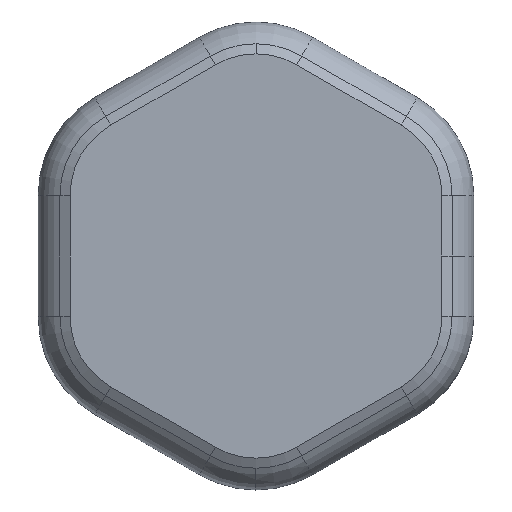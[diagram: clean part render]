
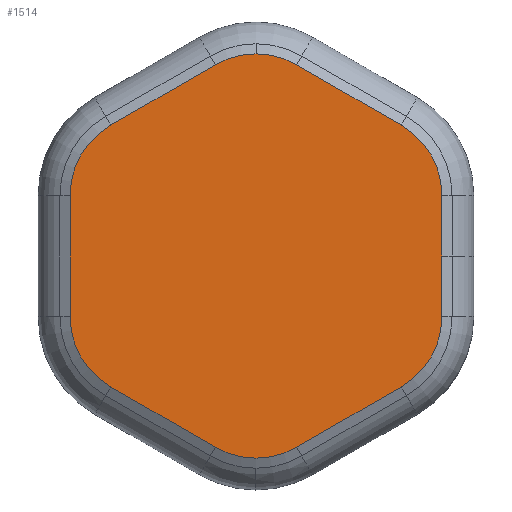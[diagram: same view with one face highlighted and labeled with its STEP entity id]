
A CAD part, front view. The second image highlights one B-rep face of the part: STEP entity #1514.
In plain terms, the highlighted planar face has unit normal (0, -1, 0).
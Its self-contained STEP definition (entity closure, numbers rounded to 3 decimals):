
#10 = CARTESIAN_POINT ( 'NONE',  ( 0., 0., 5.543 ) ) ;
#23 = ORIENTED_EDGE ( 'NONE', *, *, #365, .T. ) ;
#98 = LINE ( 'NONE', #1616, #1979 ) ;
#149 = DIRECTION ( 'NONE',  ( -0.866, 0., -0.5 ) ) ;
#150 = CARTESIAN_POINT ( 'NONE',  ( 1.868, 0., -8.778 ) ) ;
#169 = VECTOR ( 'NONE', #1888, 1000. ) ;
#179 = CARTESIAN_POINT ( 'NONE',  ( 0., 0., 5.543 ) ) ;
#203 = DIRECTION ( 'NONE',  ( 0.5, 0., 0.866 ) ) ;
#211 = LINE ( 'NONE', #880, #1484 ) ;
#225 = CIRCLE ( 'NONE', #1886, 3.736 ) ;
#236 = VERTEX_POINT ( 'NONE', #2572 ) ;
#237 = ORIENTED_EDGE ( 'NONE', *, *, #763, .T. ) ;
#238 = CARTESIAN_POINT ( 'NONE',  ( 0., 0., -5.543 ) ) ;
#262 = VECTOR ( 'NONE', #1724, 1000. ) ;
#264 = CARTESIAN_POINT ( 'NONE',  ( -6.668, 0., -6.007 ) ) ;
#269 = EDGE_CURVE ( 'NONE', #502, #1211, #1235, .T. ) ;
#277 = DIRECTION ( 'NONE',  ( -0.5, 0., -0.866 ) ) ;
#365 = EDGE_CURVE ( 'NONE', #236, #1311, #2340, .T. ) ;
#371 = EDGE_CURVE ( 'NONE', #1585, #2503, #425, .T. ) ;
#379 = LINE ( 'NONE', #795, #2339 ) ;
#394 = CIRCLE ( 'NONE', #525, 3.736 ) ;
#415 = DIRECTION ( 'NONE',  ( 0., -1., 0. ) ) ;
#425 = LINE ( 'NONE', #1313, #1098 ) ;
#427 = DIRECTION ( 'NONE',  ( 0., -1., 0. ) ) ;
#430 = CARTESIAN_POINT ( 'NONE',  ( 6.668, 0., 6.007 ) ) ;
#450 = AXIS2_PLACEMENT_3D ( 'NONE', #179, #1292, #203 ) ;
#502 = VERTEX_POINT ( 'NONE', #2088 ) ;
#525 = AXIS2_PLACEMENT_3D ( 'NONE', #238, #939, #277 ) ;
#541 = DIRECTION ( 'NONE',  ( 0., -1., 0. ) ) ;
#595 = CIRCLE ( 'NONE', #1065, 3.736 ) ;
#633 = DIRECTION ( 'NONE',  ( 0.866, 0., 0.5 ) ) ;
#644 = EDGE_CURVE ( 'NONE', #2503, #2141, #394, .T. ) ;
#654 = EDGE_LOOP ( 'NONE', ( #2588, #859, #1324, #1012, #1271, #23, #1534, #1718, #237, #861, #2028, #790, #2812, #1556 ) ) ;
#697 = CARTESIAN_POINT ( 'NONE',  ( -4.8, 0., -2.771 ) ) ;
#703 = FACE_OUTER_BOUND ( 'NONE', #654, .T. ) ;
#710 = DIRECTION ( 'NONE',  ( 1., 0., 0. ) ) ;
#726 = VERTEX_POINT ( 'NONE', #2669 ) ;
#763 = EDGE_CURVE ( 'NONE', #1221, #2783, #2702, .T. ) ;
#790 = ORIENTED_EDGE ( 'NONE', *, *, #644, .T. ) ;
#795 = CARTESIAN_POINT ( 'NONE',  ( -1.868, 0., 8.778 ) ) ;
#809 = CARTESIAN_POINT ( 'NONE',  ( 8.536, 0., 0. ) ) ;
#832 = CARTESIAN_POINT ( 'NONE',  ( -4.8, 0., 2.771 ) ) ;
#859 = ORIENTED_EDGE ( 'NONE', *, *, #2112, .T. ) ;
#861 = ORIENTED_EDGE ( 'NONE', *, *, #2216, .T. ) ;
#880 = CARTESIAN_POINT ( 'NONE',  ( 8.536, 0., -2.771 ) ) ;
#892 = DIRECTION ( 'NONE',  ( 0.5, 0., 0.866 ) ) ;
#904 = AXIS2_PLACEMENT_3D ( 'NONE', #832, #2819, #1089 ) ;
#939 = DIRECTION ( 'NONE',  ( 0., -1., 0. ) ) ;
#997 = CARTESIAN_POINT ( 'NONE',  ( -8.536, 0., 2.771 ) ) ;
#1009 = CIRCLE ( 'NONE', #450, 3.736 ) ;
#1012 = ORIENTED_EDGE ( 'NONE', *, *, #1941, .T. ) ;
#1047 = EDGE_CURVE ( 'NONE', #2581, #1221, #1739, .T. ) ;
#1056 = AXIS2_PLACEMENT_3D ( 'NONE', #1792, #415, #1100 ) ;
#1065 = AXIS2_PLACEMENT_3D ( 'NONE', #2066, #541, #710 ) ;
#1089 = DIRECTION ( 'NONE',  ( -0.5, 0., 0.866 ) ) ;
#1098 = VECTOR ( 'NONE', #1778, 1000. ) ;
#1099 = DIRECTION ( 'NONE',  ( 0., 0., 1. ) ) ;
#1100 = DIRECTION ( 'NONE',  ( 0.5, 0., -0.866 ) ) ;
#1127 = VERTEX_POINT ( 'NONE', #430 ) ;
#1147 = CARTESIAN_POINT ( 'NONE',  ( 7.8, 0., 0. ) ) ;
#1211 = VERTEX_POINT ( 'NONE', #2113 ) ;
#1221 = VERTEX_POINT ( 'NONE', #997 ) ;
#1235 = CIRCLE ( 'NONE', #1056, 3.736 ) ;
#1236 = EDGE_CURVE ( 'NONE', #1311, #2581, #379, .T. ) ;
#1252 = CARTESIAN_POINT ( 'NONE',  ( 1.868, 0., -8.778 ) ) ;
#1271 = ORIENTED_EDGE ( 'NONE', *, *, #2054, .T. ) ;
#1292 = DIRECTION ( 'NONE',  ( 0., -1., 0. ) ) ;
#1311 = VERTEX_POINT ( 'NONE', #2314 ) ;
#1313 = CARTESIAN_POINT ( 'NONE',  ( -6.668, 0., -6.007 ) ) ;
#1324 = ORIENTED_EDGE ( 'NONE', *, *, #2607, .T. ) ;
#1363 = CARTESIAN_POINT ( 'NONE',  ( -8.536, 0., -2.771 ) ) ;
#1369 = AXIS2_PLACEMENT_3D ( 'NONE', #1147, #2059, #1622 ) ;
#1431 = CARTESIAN_POINT ( 'NONE',  ( -6.668, 0., 6.007 ) ) ;
#1484 = VECTOR ( 'NONE', #1099, 1000. ) ;
#1514 = ADVANCED_FACE ( 'NONE', ( #703 ), #2047, .T. ) ;
#1534 = ORIENTED_EDGE ( 'NONE', *, *, #1236, .T. ) ;
#1556 = ORIENTED_EDGE ( 'NONE', *, *, #269, .T. ) ;
#1585 = VERTEX_POINT ( 'NONE', #264 ) ;
#1616 = CARTESIAN_POINT ( 'NONE',  ( 6.668, 0., 6.007 ) ) ;
#1621 = CARTESIAN_POINT ( 'NONE',  ( -8.536, 0., 2.771 ) ) ;
#1622 = DIRECTION ( 'NONE',  ( 1., 0., 0. ) ) ;
#1694 = CARTESIAN_POINT ( 'NONE',  ( 1.868, 0., 8.778 ) ) ;
#1713 = LINE ( 'NONE', #809, #262 ) ;
#1718 = ORIENTED_EDGE ( 'NONE', *, *, #1047, .T. ) ;
#1724 = DIRECTION ( 'NONE',  ( 0., 0., 1. ) ) ;
#1739 = CIRCLE ( 'NONE', #904, 3.736 ) ;
#1778 = DIRECTION ( 'NONE',  ( 0.866, 0., -0.5 ) ) ;
#1792 = CARTESIAN_POINT ( 'NONE',  ( 4.8, 0., -2.771 ) ) ;
#1886 = AXIS2_PLACEMENT_3D ( 'NONE', #697, #427, #2408 ) ;
#1888 = DIRECTION ( 'NONE',  ( 0., 0., -1. ) ) ;
#1941 = EDGE_CURVE ( 'NONE', #1127, #2104, #98, .T. ) ;
#1979 = VECTOR ( 'NONE', #2472, 1000. ) ;
#2028 = ORIENTED_EDGE ( 'NONE', *, *, #371, .T. ) ;
#2047 = PLANE ( 'NONE',  #1369 ) ;
#2054 = EDGE_CURVE ( 'NONE', #2104, #236, #1009, .T. ) ;
#2059 = DIRECTION ( 'NONE',  ( 0., -1., 0. ) ) ;
#2065 = EDGE_CURVE ( 'NONE', #2141, #502, #2600, .T. ) ;
#2066 = CARTESIAN_POINT ( 'NONE',  ( 4.8, 0., 2.771 ) ) ;
#2088 = CARTESIAN_POINT ( 'NONE',  ( 6.668, 0., -6.007 ) ) ;
#2101 = VERTEX_POINT ( 'NONE', #2146 ) ;
#2104 = VERTEX_POINT ( 'NONE', #1694 ) ;
#2112 = EDGE_CURVE ( 'NONE', #726, #2101, #1713, .T. ) ;
#2113 = CARTESIAN_POINT ( 'NONE',  ( 8.536, 0., -2.771 ) ) ;
#2141 = VERTEX_POINT ( 'NONE', #1252 ) ;
#2146 = CARTESIAN_POINT ( 'NONE',  ( 8.536, 0., 2.771 ) ) ;
#2216 = EDGE_CURVE ( 'NONE', #2783, #1585, #225, .T. ) ;
#2314 = CARTESIAN_POINT ( 'NONE',  ( -1.868, 0., 8.778 ) ) ;
#2339 = VECTOR ( 'NONE', #149, 1000. ) ;
#2340 = CIRCLE ( 'NONE', #2733, 3.736 ) ;
#2407 = DIRECTION ( 'NONE',  ( 0., -1., 0. ) ) ;
#2408 = DIRECTION ( 'NONE',  ( -1., 0., 0. ) ) ;
#2429 = VECTOR ( 'NONE', #633, 1000. ) ;
#2472 = DIRECTION ( 'NONE',  ( -0.866, 0., 0.5 ) ) ;
#2503 = VERTEX_POINT ( 'NONE', #2569 ) ;
#2569 = CARTESIAN_POINT ( 'NONE',  ( -1.868, 0., -8.778 ) ) ;
#2572 = CARTESIAN_POINT ( 'NONE',  ( 0., 0., 9.278 ) ) ;
#2581 = VERTEX_POINT ( 'NONE', #1431 ) ;
#2588 = ORIENTED_EDGE ( 'NONE', *, *, #2805, .T. ) ;
#2600 = LINE ( 'NONE', #150, #2429 ) ;
#2607 = EDGE_CURVE ( 'NONE', #2101, #1127, #595, .T. ) ;
#2669 = CARTESIAN_POINT ( 'NONE',  ( 8.536, 0., 0. ) ) ;
#2702 = LINE ( 'NONE', #1621, #169 ) ;
#2733 = AXIS2_PLACEMENT_3D ( 'NONE', #10, #2407, #892 ) ;
#2783 = VERTEX_POINT ( 'NONE', #1363 ) ;
#2805 = EDGE_CURVE ( 'NONE', #1211, #726, #211, .T. ) ;
#2812 = ORIENTED_EDGE ( 'NONE', *, *, #2065, .T. ) ;
#2819 = DIRECTION ( 'NONE',  ( 0., -1., 0. ) ) ;
